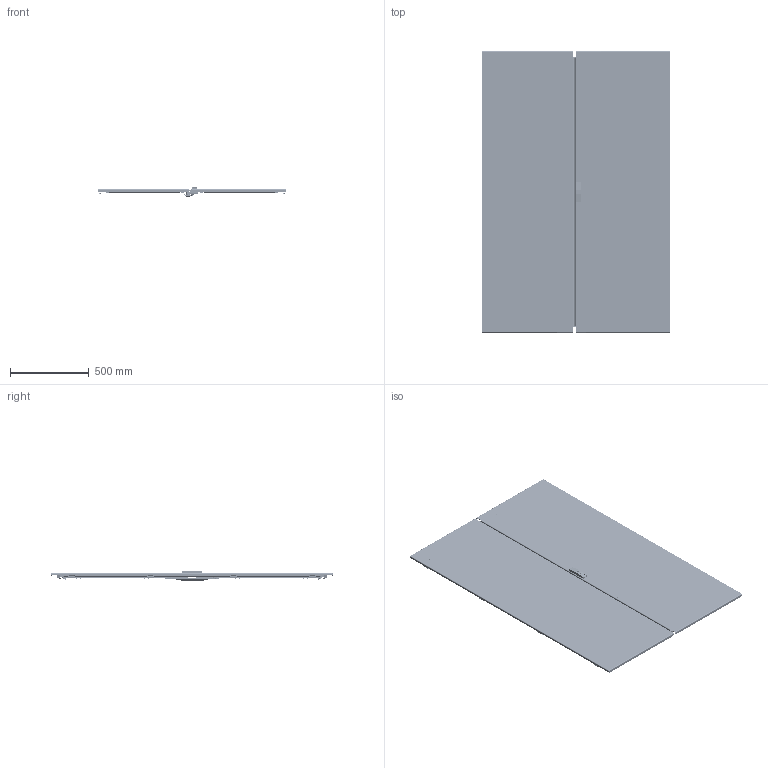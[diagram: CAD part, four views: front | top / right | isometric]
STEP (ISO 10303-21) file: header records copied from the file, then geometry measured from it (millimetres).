
FILE_DESCRIPTION (( 'STEP AP203' ), '1' );
FILE_NAME ('UR24500181204 Äâåðü ãëóõàÿ äâóõñòâîð÷àòàÿ RS52 180.120 ÑÏ (000.801.442-02).STEP', '2022-04-11T12:48:00', ( '' ), ( '' ), 'SwSTEP 2.0', 'SolidWorks 2017', '' );
FILE_SCHEMA (( 'CONFIG_CONTROL_DESIGN' ));
Length unit declared in the file: millimetre
Products named in the file (60): 040-188 Óïîð äâåðè; Øïèëüêà çàçåìëåíèÿ CKF CS_Œ6å16; 000.203.233 Äâåðü ãëóõàÿ ëåâàÿ RS52 180.00_02 (180.120); UR24500181204 Äâåðü ãëóõàÿ äâóõñòâîð÷àòàÿ RS52 180.120 ÑÏ (000.801.442-02); 061-20 Âñòàâêà Ì6; 048-06 Ïðóæèíà ïåòëè çàæèìíàÿ; 054-200 Ñòîéêà äâåðè RS52_03 (180.00); 000.210.510 Îñíîâàíèå äâåðè ïðàâîé RS52 180.00_02 (180.120); 029-325 ﾊ煇鳫; 024-315 Ïëàñòèíà òÿãè êðóãëîé; 嵑殧趌6402_6; 025-245 Ïëàíêà çàïîðíàÿ LC3_02 (180.00); 024-344 Ïëàñòèíà òÿãè êðóãëîé; 040-162-01 ßçûê çàìêà; ﾘ琺矜 ⅰⅱ浯 Star-lock_6; Øïèëüêà ïðèâàðíàÿ íåðåçüáîâàÿ_6å10; Øïèëüêà ðåçüáîâàÿ Ì6_Œ6å20; hex flange nut_din_Hexagon Flange Nut DIN 6923 - M8 - N; 鍔錓_7798_M6x12; Âèíò ISO 10642 TX_Œ5å16; Óïëîòíèòåëü ÏÏÓ äëÿ äâåðè ïðàâîé LC3 âåð. 2_11 (180å60) ; 000.231.045 Ðàìà óñèëèâàþùàÿ RS52_14 (180.60); 028-135 Ñêîáà; Óïëîòíèòåëü ÏÏÓ äâåðè ëåâîé RS52_11 (180å60) ; 025-244 Ïëàíêà çàïîðíàÿ LC3_02 (180.00); 000.800.087 Ïëàíêà çàïîðíàÿ LC3_02 (180.00); 嵑殧趌11371_6; Ãàéêà øåñòèãðàííàÿ âûñîêàÿ ñàìîñòîïîðÿùàÿñÿ ñ ôëàíöåì ÃÎÑÒ ISO 7043_Œ6; 040-190 Òÿãà êðóãëàÿ LC3_03 (180.00); 000.800.088 Òÿãà êðóãëàÿ LC3_03 (180.00); 000.169.173 Óïîð äâåðè; Çàêëåïêà ðåçüáîâàÿ óìåíüøåííûé áîðòèê øåñòèãðàííàÿ_Œ5å14; 012-1984 Ïàíåëü äâåðè ïðàâîé RS52 180.00_02 (180.120); 012-1985 Ïàíåëü äâåðè ëåâîé RS52 180.00_02 (180.120); 000.800.086 Ïëàíêà çàïîðíàÿ LC3_02 (180.00); Âèíò ISO 10642 TX_Œ5å10; 029-326 ﾊ煇鳫; Ãàéêà Ýðèêñîíà Ì5 ñ ïëîñêîé ãîëîâêîé; Óïëîòíèòåëü òèï Å äâåðè ëåâîé RS52; Âèíò DIN 7500 M TORX_Œ5å16 ...
Assembly tree (199 placements, depth 4):
  UR24500181204 Äâåðü ãëóõàÿ äâóõñòâîð÷àòàÿ RS52 180.120 ÑÏ (000.801.442-02)
    000.203.232 Äâåðü ãëóõàÿ ïðàâàÿ RS52 180.00_02 (180.120)
      000.210.510 Îñíîâàíèå äâåðè ïðàâîé RS52 180.00_02 (180.120)
        012-1984 Ïàíåëü äâåðè ïðàâîé RS52 180.00_02 (180.120)
        Øïèëüêà ðåçüáîâàÿ Ì6_Œ5å12  x10
        Øïèëüêà çàçåìëåíèÿ CKF CS_Œ6å16  x2
        Øïèëüêà ðåçüáîâàÿ Ì6_Œ6å12  x6
        050-42 Âòóëêà ñêðûòîé ïåòëè  x4
      MS896 Çàìîê-íàêëàäêà îñíîâíàÿ äëÿ LC_Žâªàëâ®
      Âèíò ISO 10642 TX_Œ5å10  x2
      040-172 Ïëàíêà çàïîðíàÿ_00
      000.800.086 Ïëàíêà çàïîðíàÿ LC3_02 (180.00)
        025-244 Ïëàíêà çàïîðíàÿ LC3_02 (180.00)
        028-98 Ñêîáà  x2
      000.800.087 Ïëàíêà çàïîðíàÿ LC3_02 (180.00)
        025-245 Ïëàíêà çàïîðíàÿ LC3_02 (180.00)
        028-98 Ñêîáà  x2
      Øàéáà 6402 Ò_Œ6  x6
      Ãàéêà øåñòèãðàííàÿ âûñîêàÿ ñàìîñòîïîðÿùàÿñÿ ñ ôëàíöåì ÃÎÑÒ ISO 7043_Œ6  x6
      000.231.045 Ðàìà óñèëèâàþùàÿ RS52_14 (180.60)
        054-200 Ñòîéêà äâåðè RS52_03 (180.00)  x2
        054-201 Ïîïåðå÷èíà äâåðè RS52_01 (00.60)  x2
        029-373 Ñîåäèíèòåëü óãëîâîé ðàìêè äâåðè RS52  x4
        Âèíò DIN 7500 C TORX_Œ5å16  x8
      Ãàéêà Ýðèêñîíà Ì5 ñ ïëîñêîé ãîëîâêîé  x10
      Óïëîòíèòåëü ÏÏÓ äëÿ äâåðè ïðàâîé LC3 âåð. 2_11 (180å60) 
    000.203.233 Äâåðü ãëóõàÿ ëåâàÿ RS52 180.00_02 (180.120)
      000.210.511 Îñíîâàíèå äâåðè ëåâîé RS52 180.00_02 (180.120)
        012-1985 Ïàíåëü äâåðè ëåâîé RS52 180.00_02 (180.120)
        Øïèëüêà ðåçüáîâàÿ Ì6_Œ5å12  x3
        Øïèëüêà çàçåìëåíèÿ CKF CS_Œ6å16  x2
        Øïèëüêà ðåçüáîâàÿ Ì6_Œ6å20  x9
        050-42 Âòóëêà ñêðûòîé ïåòëè  x4
        029-325 ﾊ煇鳫  x2
      029-326 ﾊ煇鳫
      Çàêëåïêà ðåçüáîâàÿ óìåíüøåííûé áîðòèê øåñòèãðàííàÿ_Œ5å14  x10
      Âèíò ISO 7380-2 TX_Œ5å16  x2
      219-1-2-00 Çàìîê-ðó÷êà ñ ìåõàíèçìîì
      040-162 ßçûê çàìêà
      040-162-01 ßçûê çàìêà
      061-20 Âñòàâêà Ì6  x2
      嵑殧趌11371_6  x2
      嵑殧趌6402_6  x2
      蹴濋趌5915_M6  x2
      000.800.088 Òÿãà êðóãëàÿ LC3_03 (180.00)  x2
        040-190 Òÿãà êðóãëàÿ LC3_03 (180.00)
        024-315 Ïëàñòèíà òÿãè êðóãëîé
        024-344 Ïëàñòèíà òÿãè êðóãëîé
        Øïèëüêà ïðèâàðíàÿ íåðåçüáîâàÿ_6å10
      鍔錓_7798_M6x12  x2
      hex flange nut_din_Hexagon Flange Nut DIN 6923 - M8 - N  x2
      ﾘ琺矜 ⅰⅱ浯 Star-lock_6  x2
      000.231.045 Ðàìà óñèëèâàþùàÿ RS52_14 (180.60)
        054-200 Ñòîéêà äâåðè RS52_03 (180.00)  x2
        054-201 Ïîïåðå÷èíà äâåðè RS52_01 (00.60)  x2
        029-373 Ñîåäèíèòåëü óãëîâîé ðàìêè äâåðè RS52  x4
        Âèíò DIN 7500 C TORX_Œ5å16  x8
      Ãàéêà Ýðèêñîíà Ì5 ñ ïëîñêîé ãîëîâêîé  x10
      Óïëîòíèòåëü ÏÏÓ äâåðè ëåâîé RS52_11 (180å60) 
      028-135 Ñêîáà  x4
Bounding box: 1196.8 x 1784 x 69.25 mm (x, y, z)
Volume: 6650207.3 mm3; surface area: 6657312.1 mm2
Topology: 241 solids, 245 shells, 8350 faces, 21252 edges, 13327 vertices
Faces by surface type: cylinder 3454, plane 3438, cone 832, torus 310, bspline 284, sphere 32
Entity records: 80213 total; most frequent: CARTESIAN_POINT 16637, DIRECTION 11618, ORIENTED_EDGE 10686, EDGE_CURVE 5346, AXIS2_PLACEMENT_3D 4316, VERTEX_POINT 3362, LINE 2986, VECTOR 2986
